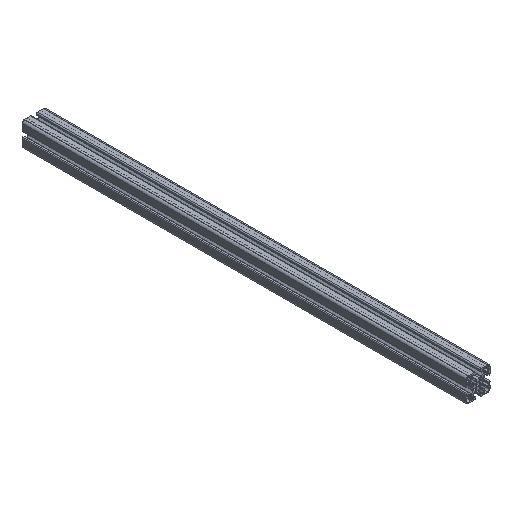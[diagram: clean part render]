
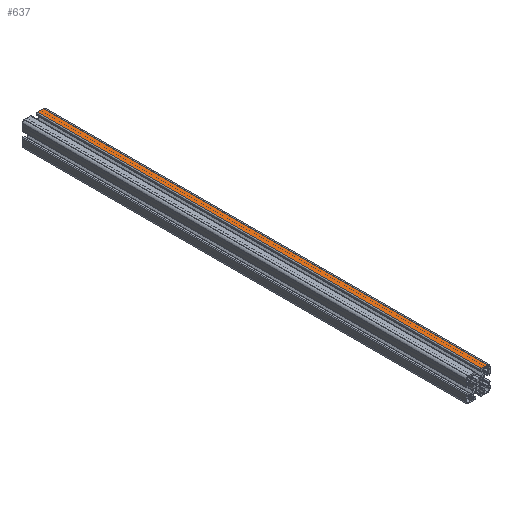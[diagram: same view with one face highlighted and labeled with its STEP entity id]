
A CAD part, isometric view. The second image highlights one B-rep face of the part: STEP entity #637.
In plain terms, the highlighted planar face has unit normal (0, 0, 1).
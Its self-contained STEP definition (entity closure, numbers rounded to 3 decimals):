
#637=ADVANCED_FACE('',(#1312),#1313,.T.);
#1312=FACE_OUTER_BOUND('',#2022,.T.);
#1313=PLANE('',#2023);
#2022=EDGE_LOOP('',(#3899,#3900,#3901,#3902));
#2023=AXIS2_PLACEMENT_3D('',#3903,#3904,#3905);
#3899=ORIENTED_EDGE('',*,*,#5211,.T.);
#3900=ORIENTED_EDGE('',*,*,#5213,.T.);
#3901=ORIENTED_EDGE('',*,*,#5214,.F.);
#3902=ORIENTED_EDGE('',*,*,#5023,.T.);
#3903=CARTESIAN_POINT('',(0.0,371.0,20.0));
#3904=DIRECTION('',(0.0,0.0,1.0));
#3905=DIRECTION('',(-1.0,0.0,0.0));
#5023=EDGE_CURVE('',#6266,#6264,#6267,.T.);
#5211=EDGE_CURVE('',#6264,#6536,#6538,.T.);
#5213=EDGE_CURVE('',#6536,#6540,#6541,.T.);
#5214=EDGE_CURVE('',#6266,#6540,#6542,.T.);
#6264=VERTEX_POINT('',#7891);
#6266=VERTEX_POINT('',#7893);
#6267=LINE('',#7894,#7895);
#6536=VERTEX_POINT('',#8255);
#6538=LINE('',#8257,#8258);
#6540=VERTEX_POINT('',#8260);
#6541=LINE('',#8261,#8262);
#6542=LINE('',#8263,#8264);
#7891=CARTESIAN_POINT('',(5.5,371.0,20.));
#7893=CARTESIAN_POINT('',(16.0,371.0,20.0));
#7894=CARTESIAN_POINT('',(16.0,371.0,20.0));
#7895=VECTOR('',#9330,1.0);
#8255=CARTESIAN_POINT('',(5.5,-371.0,20.));
#8257=CARTESIAN_POINT('',(5.5,371.0,20.0));
#8258=VECTOR('',#9554,1.0);
#8260=CARTESIAN_POINT('',(16.0,-371.0,20.0));
#8261=CARTESIAN_POINT('',(16.0,-371.0,20.0));
#8262=VECTOR('',#9555,1.0);
#8263=CARTESIAN_POINT('',(16.0,371.0,20.0));
#8264=VECTOR('',#9556,1.0);
#9330=DIRECTION('',(-1.0,0.0,0.0));
#9554=DIRECTION('',(0.0,-1.0,0.0));
#9555=DIRECTION('',(1.0,0.0,0.0));
#9556=DIRECTION('',(0.0,-1.0,0.0));
